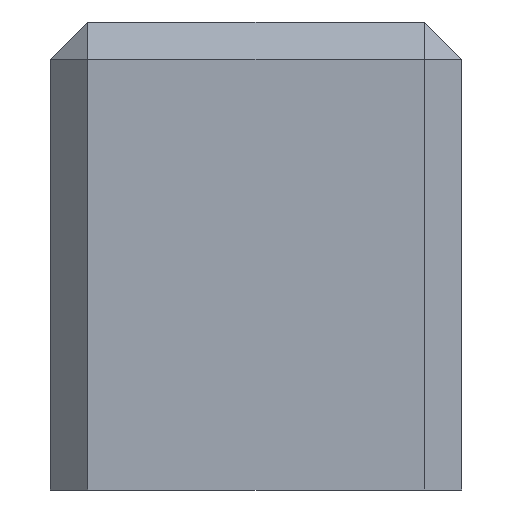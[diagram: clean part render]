
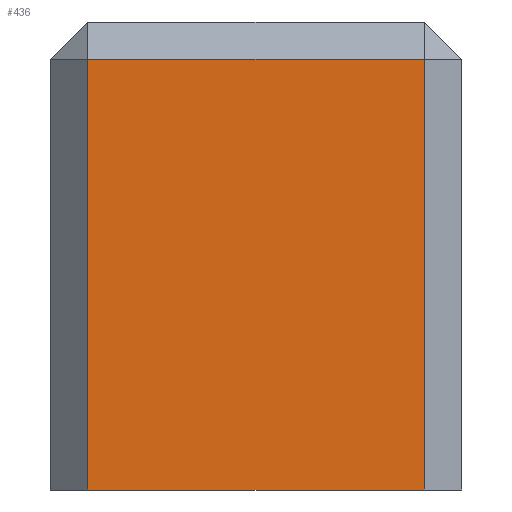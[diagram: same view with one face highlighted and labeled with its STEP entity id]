
A CAD part, front view. The second image highlights one B-rep face of the part: STEP entity #436.
In plain terms, the highlighted planar face has unit normal (0, -1, 0).
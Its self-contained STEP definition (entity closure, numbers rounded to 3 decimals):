
#63=FACE_OUTER_BOUND('',#91,.T.);
#91=EDGE_LOOP('',(#342,#343,#344,#345));
#125=LINE('',#650,#168);
#138=LINE('',#678,#181);
#141=LINE('',#682,#184);
#147=LINE('',#698,#190);
#168=VECTOR('',#522,10.);
#181=VECTOR('',#545,10.);
#184=VECTOR('',#550,10.);
#190=VECTOR('',#570,10.);
#205=VERTEX_POINT('',#639);
#208=VERTEX_POINT('',#646);
#217=VERTEX_POINT('',#671);
#219=VERTEX_POINT('',#676);
#245=EDGE_CURVE('',#205,#208,#125,.T.);
#258=EDGE_CURVE('',#219,#217,#138,.T.);
#261=EDGE_CURVE('',#217,#205,#141,.T.);
#270=EDGE_CURVE('',#219,#208,#147,.T.);
#342=ORIENTED_EDGE('',*,*,#245,.F.);
#343=ORIENTED_EDGE('',*,*,#261,.F.);
#344=ORIENTED_EDGE('',*,*,#258,.F.);
#345=ORIENTED_EDGE('',*,*,#270,.T.);
#418=PLANE('',#478);
#436=ADVANCED_FACE('',(#63),#418,.T.);
#478=AXIS2_PLACEMENT_3D('',#697,#568,#569);
#522=DIRECTION('',(0.,0.,-1.));
#545=DIRECTION('',(0.,0.,1.));
#550=DIRECTION('',(1.,0.,0.));
#568=DIRECTION('center_axis',(0.,-1.,0.));
#569=DIRECTION('ref_axis',(1.,0.,0.));
#570=DIRECTION('',(1.,0.,0.));
#639=CARTESIAN_POINT('',(20.,0.,23.));
#646=CARTESIAN_POINT('',(20.,0.,0.));
#650=CARTESIAN_POINT('',(20.,0.,0.));
#671=CARTESIAN_POINT('',(2.,0.,23.));
#676=CARTESIAN_POINT('',(2.,0.,0.));
#678=CARTESIAN_POINT('',(2.,0.,0.));
#682=CARTESIAN_POINT('',(5.5,0.,23.));
#697=CARTESIAN_POINT('Origin',(0.,0.,0.));
#698=CARTESIAN_POINT('',(0.,0.,0.));
